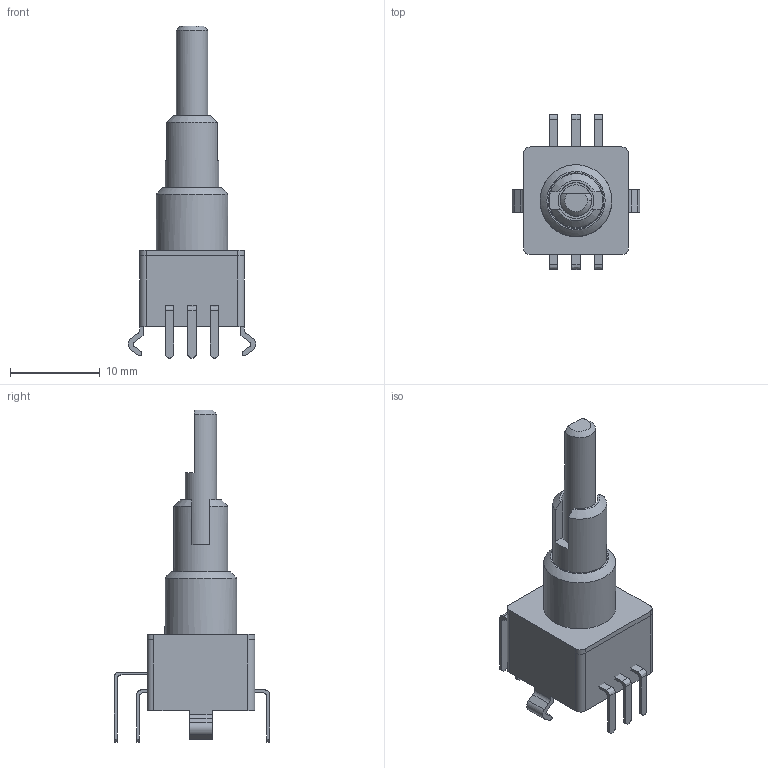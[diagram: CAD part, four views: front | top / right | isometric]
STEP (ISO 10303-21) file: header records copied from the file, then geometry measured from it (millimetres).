
FILE_DESCRIPTION(('FreeCAD Model'),'2;1');
FILE_NAME('Open CASCADE Shape Model','2023-08-24T01:25:25',(''),(''), 'Open CASCADE STEP processor 7.6','FreeCAD','Unknown');
FILE_SCHEMA(('AUTOMOTIVE_DESIGN { 1 0 10303 214 1 1 1 1 }'));
Length unit declared in the file: millimetre
Products named in the file (14): Encoder Dual Shaft EC11 v028; Encoder Dual Shaft EC11 v15; Encoder Dual Shaft EC11 v016; Encoder Dual Shaft EC11 v017; Encoder Dual Shaft EC11 v018; Encoder Dual Shaft EC11 v019; Encoder Dual Shaft EC11 v020; Encoder Dual Shaft EC11 v021; Encoder Dual Shaft EC11 v022; Encoder Dual Shaft EC11 v023; Encoder Dual Shaft EC11 v024; Encoder Dual Shaft EC11 v025; Encoder Dual Shaft EC11 v026; Encoder Dual Shaft EC11 v027
Assembly tree (13 placements, depth 2):
  Encoder Dual Shaft EC11 v028
    Encoder Dual Shaft EC11 v15
    Encoder Dual Shaft EC11 v016
    Encoder Dual Shaft EC11 v017
    Encoder Dual Shaft EC11 v018
    Encoder Dual Shaft EC11 v019
    Encoder Dual Shaft EC11 v020
    Encoder Dual Shaft EC11 v021
    Encoder Dual Shaft EC11 v022
    Encoder Dual Shaft EC11 v023
    Encoder Dual Shaft EC11 v024
    Encoder Dual Shaft EC11 v025
    Encoder Dual Shaft EC11 v026
    Encoder Dual Shaft EC11 v027
Bounding box: 14.2 x 17.28 x 37 mm (x, y, z)
Volume: 1794.9 mm3; surface area: 2668.2 mm2
Topology: 13 solids, 13 shells, 179 faces, 460 edges, 302 vertices
Faces by surface type: plane 119, bspline 41, cylinder 19
Full cylindrical faces by diameter (mm): 3.5 x1, 4 x1, 6 x1, 6.2 x1, 8 x1
Entity records: 7785 total; most frequent: CARTESIAN_POINT 3495, ORIENTED_EDGE 912, DIRECTION 641, EDGE_CURVE 456, VERTEX_POINT 302, LINE 251, VECTOR 251, AXIS2_PLACEMENT_3D 195
